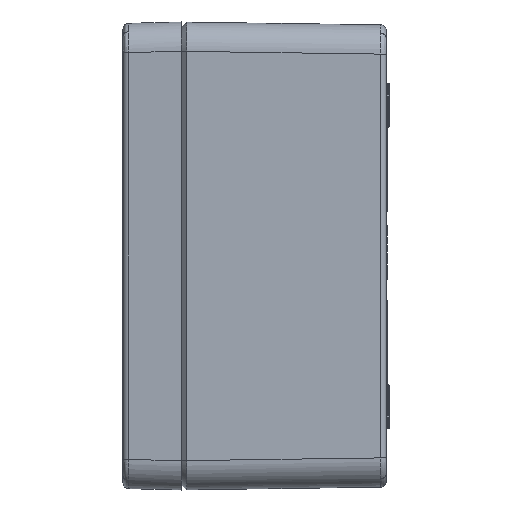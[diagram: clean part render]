
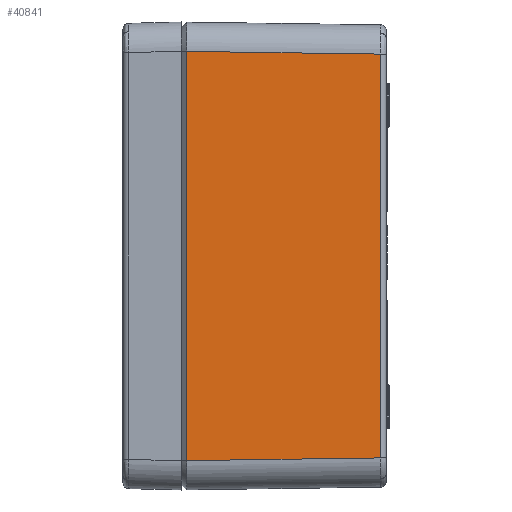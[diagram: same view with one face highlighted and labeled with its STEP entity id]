
A CAD part, left-side view. The second image highlights one B-rep face of the part: STEP entity #40841.
In plain terms, the highlighted planar face has unit normal (-1, -0.014, 0).
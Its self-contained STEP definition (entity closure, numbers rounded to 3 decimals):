
#7401=FACE_OUTER_BOUND('',#10481,.T.);
#10481=EDGE_LOOP('',(#31217,#31218,#31219,#31220));
#13535=LINE('',#90067,#15912);
#13539=LINE('',#90223,#15916);
#13546=LINE('',#90280,#15923);
#13550=LINE('',#90288,#15927);
#15912=VECTOR('',#51060,1000.);
#15916=VECTOR('',#51080,1000.);
#15923=VECTOR('',#51093,1000.);
#15927=VECTOR('',#51105,1000.);
#18439=VERTEX_POINT('',#83391);
#19040=VERTEX_POINT('',#90066);
#19044=VERTEX_POINT('',#90222);
#19051=VERTEX_POINT('',#90269);
#23331=EDGE_CURVE('',#19040,#18439,#13535,.T.);
#23347=EDGE_CURVE('',#19044,#19040,#13539,.T.);
#23358=EDGE_CURVE('',#18439,#19051,#13546,.T.);
#23362=EDGE_CURVE('',#19051,#19044,#13550,.T.);
#31217=ORIENTED_EDGE('',*,*,#23358,.T.);
#31218=ORIENTED_EDGE('',*,*,#23362,.T.);
#31219=ORIENTED_EDGE('',*,*,#23347,.T.);
#31220=ORIENTED_EDGE('',*,*,#23331,.T.);
#39624=PLANE('',#44218);
#40841=ADVANCED_FACE('',(#7401),#39624,.T.);
#44218=AXIS2_PLACEMENT_3D('',#90287,#51103,#51104);
#51060=DIRECTION('',(0.,0.,1.));
#51080=DIRECTION('',(0.014,-1.,0.014));
#51093=DIRECTION('',(-0.014,1.,0.014));
#51103=DIRECTION('center_axis',(-1.,-0.014,
0.));
#51104=DIRECTION('ref_axis',(0.014,-1.,0.));
#51105=DIRECTION('',(0.,0.,-1.));
#83391=CARTESIAN_POINT('',(-129.028,-68.028,69.029));
#90066=CARTESIAN_POINT('',(-129.028,-68.028,-69.029));
#90067=CARTESIAN_POINT('',(-129.028,-68.028,69.002));
#90222=CARTESIAN_POINT('',(-129.947,-1.79,-69.948));
#90223=CARTESIAN_POINT('',(-130.002,2.139,-70.003));
#90269=CARTESIAN_POINT('',(-129.947,-1.79,69.948));
#90280=CARTESIAN_POINT('',(-129.971,-0.081,69.972));
#90287=CARTESIAN_POINT('Origin',(-130.,2.,-80.));
#90288=CARTESIAN_POINT('',(-129.947,-1.79,-69.973));
